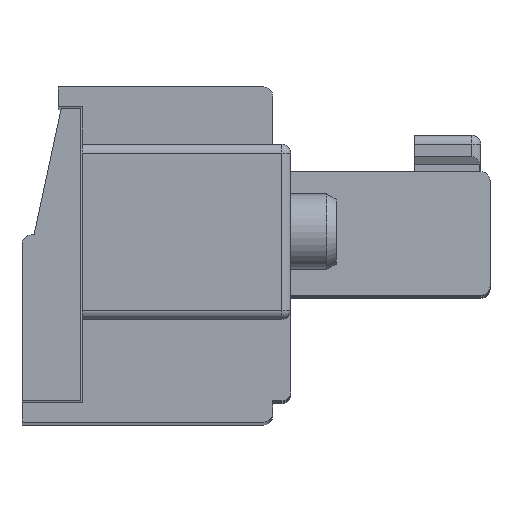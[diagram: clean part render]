
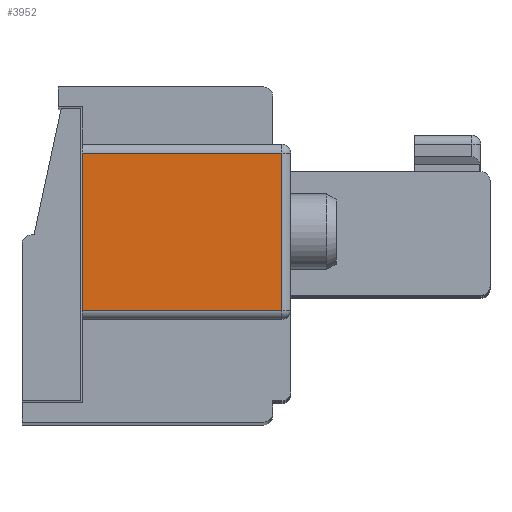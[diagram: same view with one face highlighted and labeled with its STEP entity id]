
A CAD part, top view. The second image highlights one B-rep face of the part: STEP entity #3952.
In plain terms, the highlighted planar face has unit normal (0, 0, 1).
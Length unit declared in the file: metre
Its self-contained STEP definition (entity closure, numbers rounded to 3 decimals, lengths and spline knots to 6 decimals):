
#3952=ADVANCED_FACE('',(#8124),#8125,.T.);
#8124=FACE_OUTER_BOUND('',#12353,.T.);
#8125=PLANE('',#12354);
#12353=EDGE_LOOP('',(#24229,#24230,#24231,#24232));
#12354=AXIS2_PLACEMENT_3D('',#24233,#24234,#24235);
#24229=ORIENTED_EDGE('',*,*,#28619,.T.);
#24230=ORIENTED_EDGE('',*,*,#29340,.T.);
#24231=ORIENTED_EDGE('',*,*,#29341,.T.);
#24232=ORIENTED_EDGE('',*,*,#29342,.T.);
#24233=CARTESIAN_POINT('',(0.21145,0.028424,0.0475));
#24234=DIRECTION('',(0.,0.,1.0));
#24235=DIRECTION('',(1.0,0.,0.0));
#28619=EDGE_CURVE('',#35300,#35298,#35301,.T.);
#29340=EDGE_CURVE('',#35298,#36299,#36300,.T.);
#29341=EDGE_CURVE('',#36299,#36301,#36302,.T.);
#29342=EDGE_CURVE('',#36301,#35300,#36303,.T.);
#35298=VERTEX_POINT('',#45381);
#35300=VERTEX_POINT('',#45383);
#35301=LINE('',#45384,#45385);
#36299=VERTEX_POINT('',#46810);
#36300=LINE('',#46811,#46812);
#36301=VERTEX_POINT('',#46813);
#36302=LINE('',#46814,#46815);
#36303=LINE('',#46816,#46817);
#45381=CARTESIAN_POINT('',(0.20485,0.023224,0.0475));
#45383=CARTESIAN_POINT('',(0.20485,0.028424,0.0475));
#45384=CARTESIAN_POINT('',(0.20485,0.022924,0.0475));
#45385=VECTOR('',#50882,1.0);
#46810=CARTESIAN_POINT('',(0.21145,0.023224,0.0475));
#46811=CARTESIAN_POINT('',(0.21145,0.023224,0.0475));
#46812=VECTOR('',#51617,1.0);
#46813=CARTESIAN_POINT('',(0.21145,0.028424,0.0475));
#46814=CARTESIAN_POINT('',(0.21145,0.028424,0.0475));
#46815=VECTOR('',#51618,1.0);
#46816=CARTESIAN_POINT('',(0.21145,0.028424,0.0475));
#46817=VECTOR('',#51619,1.0);
#50882=DIRECTION('',(0.,-1.0,0.));
#51617=DIRECTION('',(1.0,0.0,0.));
#51618=DIRECTION('',(0.0,1.0,0.));
#51619=DIRECTION('',(-1.0,0.,0.));
